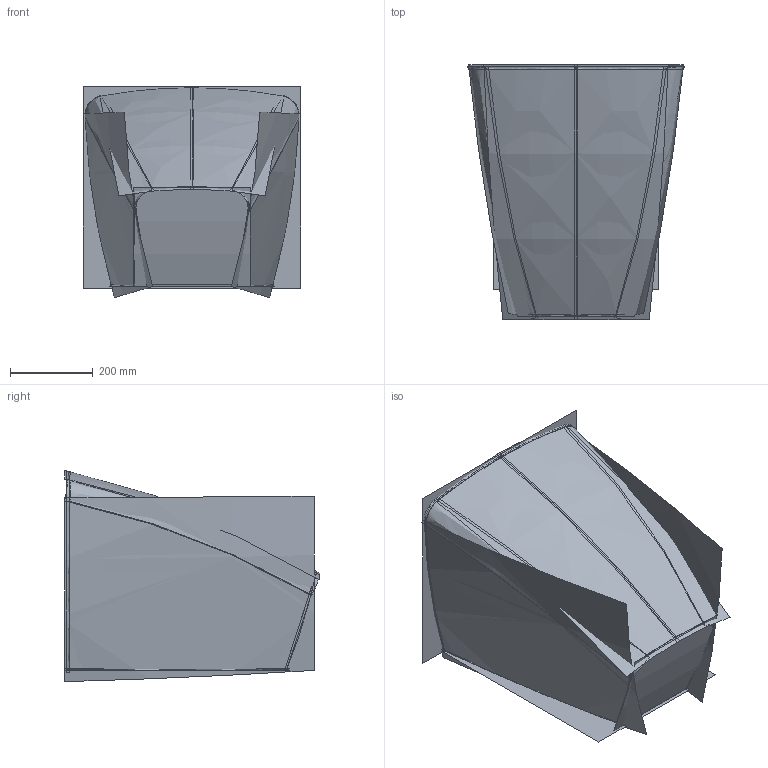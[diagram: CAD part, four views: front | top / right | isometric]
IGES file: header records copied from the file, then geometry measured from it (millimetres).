
Start section:  PTC IGES file: iko.igs
Global section: file name: iko.igs; native system: Creo Parametric by Parametric Technology Corporation; preprocessor: 2011490; author: utente3; organization: Unknown; date: 20141106.144746; units: millimetre
Bounding box: 524.16 x 616.46 x 509.86 mm (x, y, z)
Surface area: 6021370.5 mm2 (no closed solid volume)
Topology: 0 solids, 0 shells, 90 faces, 1297 edges, 1693 vertices
Faces by surface type: bspline 64, revolution 26
